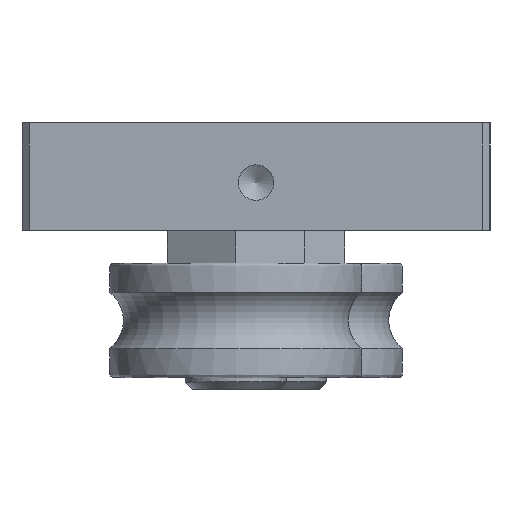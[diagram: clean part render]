
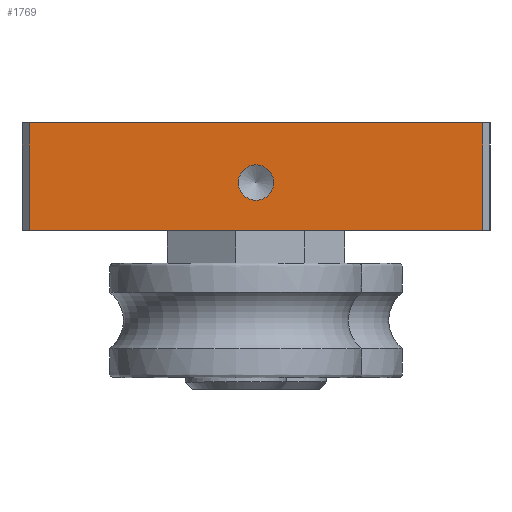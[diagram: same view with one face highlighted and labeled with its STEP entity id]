
A CAD part, left-side view. The second image highlights one B-rep face of the part: STEP entity #1769.
In plain terms, the highlighted planar face has unit normal (-1, 0, 0).
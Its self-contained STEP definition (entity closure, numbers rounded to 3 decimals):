
#205=FACE_BOUND('',#468,.T.);
#242=CIRCLE('',#2040,2.459);
#344=FACE_OUTER_BOUND('',#467,.T.);
#467=EDGE_LOOP('',(#1248,#1249,#1250,#1251));
#468=EDGE_LOOP('',(#1252));
#606=LINE('',#2841,#720);
#607=LINE('',#2844,#721);
#614=LINE('',#2880,#728);
#615=LINE('',#2881,#729);
#720=VECTOR('',#2264,10.);
#721=VECTOR('',#2267,10.);
#728=VECTOR('',#2298,10.);
#729=VECTOR('',#2299,10.);
#831=VERTEX_POINT('',#2834);
#834=VERTEX_POINT('',#2839);
#835=VERTEX_POINT('',#2843);
#852=VERTEX_POINT('',#2879);
#853=VERTEX_POINT('',#2882);
#985=EDGE_CURVE('',#834,#831,#606,.T.);
#986=EDGE_CURVE('',#831,#835,#607,.T.);
#1004=EDGE_CURVE('',#852,#834,#614,.T.);
#1005=EDGE_CURVE('',#835,#852,#615,.T.);
#1006=EDGE_CURVE('',#853,#853,#242,.T.);
#1248=ORIENTED_EDGE('',*,*,#985,.F.);
#1249=ORIENTED_EDGE('',*,*,#1004,.F.);
#1250=ORIENTED_EDGE('',*,*,#1005,.F.);
#1251=ORIENTED_EDGE('',*,*,#986,.F.);
#1252=ORIENTED_EDGE('',*,*,#1006,.T.);
#1713=PLANE('',#2039);
#1769=ADVANCED_FACE('',(#344,#205),#1713,.T.);
#2039=AXIS2_PLACEMENT_3D('',#2878,#2296,#2297);
#2040=AXIS2_PLACEMENT_3D('',#2883,#2300,#2301);
#2264=DIRECTION('',(0.,0.,-1.));
#2267=DIRECTION('',(0.,1.,0.));
#2296=DIRECTION('center_axis',(-1.,0.,0.));
#2297=DIRECTION('ref_axis',(0.,-1.,0.));
#2298=DIRECTION('',(0.,-1.,0.));
#2299=DIRECTION('',(0.,0.,1.));
#2300=DIRECTION('center_axis',(1.,0.,0.));
#2301=DIRECTION('ref_axis',(0.,0.,1.));
#2834=CARTESIAN_POINT('',(-145.,-31.5,-7.5));
#2839=CARTESIAN_POINT('',(-145.,-31.5,7.5));
#2841=CARTESIAN_POINT('',(-145.,-31.5,0.));
#2843=CARTESIAN_POINT('',(-145.,31.5,-7.5));
#2844=CARTESIAN_POINT('',(-145.,32.5,-7.5));
#2878=CARTESIAN_POINT('Origin',(-145.,32.5,0.));
#2879=CARTESIAN_POINT('',(-145.,31.5,7.5));
#2880=CARTESIAN_POINT('',(-145.,32.5,7.5));
#2881=CARTESIAN_POINT('',(-145.,31.5,0.));
#2882=CARTESIAN_POINT('',(-145.,0.,-3.259));
#2883=CARTESIAN_POINT('Origin',(-145.,0.,-0.8));
